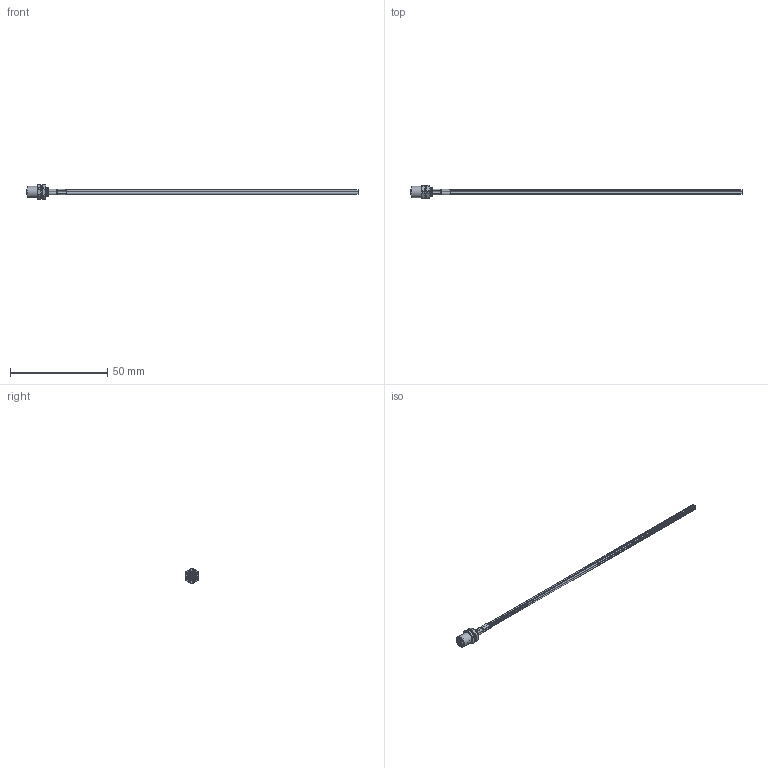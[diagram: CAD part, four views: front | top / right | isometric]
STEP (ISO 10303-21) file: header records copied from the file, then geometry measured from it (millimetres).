
FILE_DESCRIPTION (( 'STEP AP203' ), '1' );
FILE_NAME ('10-05276revA.STEP', '2023-04-04T23:35:02', ( '' ), ( '' ), 'SwSTEP 2.0', 'SolidWorks 2021', '' );
FILE_SCHEMA (( 'CONFIG_CONTROL_DESIGN' ));
Length unit declared in the file: millimetre
Products named in the file (14): 10-05276revA; M5F4P_short; 54-00105; 30-01774_blunt cut; M5nut; M5Female_socket; M5_oring_small; M5Female_panel mount threads; M5_oring_large; 30-01773_blunt cut; 30-01776_blunt cut; Heat shrink_O1.5mm base; 30-01781_blunt cut
Assembly tree (19 placements, depth 4):
  10-05276revA
    54-00105
      M5Female_panel mount threads
      M5nut
      M5_oring_large
      M5_oring_small
      M5F4P_short
        M5F4P_short
        M5Female_socket  x4
    Heat shrink_O1.5mm base  x4
    30-01781_blunt cut
    30-01773_blunt cut
    30-01776_blunt cut
    30-01774_blunt cut
Bounding box: 171 x 7.16 x 7.77 mm (x, y, z)
Volume: 815.5 mm3; surface area: 10747.1 mm2
Topology: 117 solids, 117 shells, 907 faces, 1941 edges, 1274 vertices
Faces by surface type: cylinder 541, plane 283, cone 30, bspline 29, torus 24
Entity records: 29103 total; most frequent: CARTESIAN_POINT 9001, DIRECTION 4158, ORIENTED_EDGE 3486, AXIS2_PLACEMENT_3D 1803, EDGE_CURVE 1743, VERTEX_POINT 1154, EDGE_LOOP 1039, CIRCLE 976
